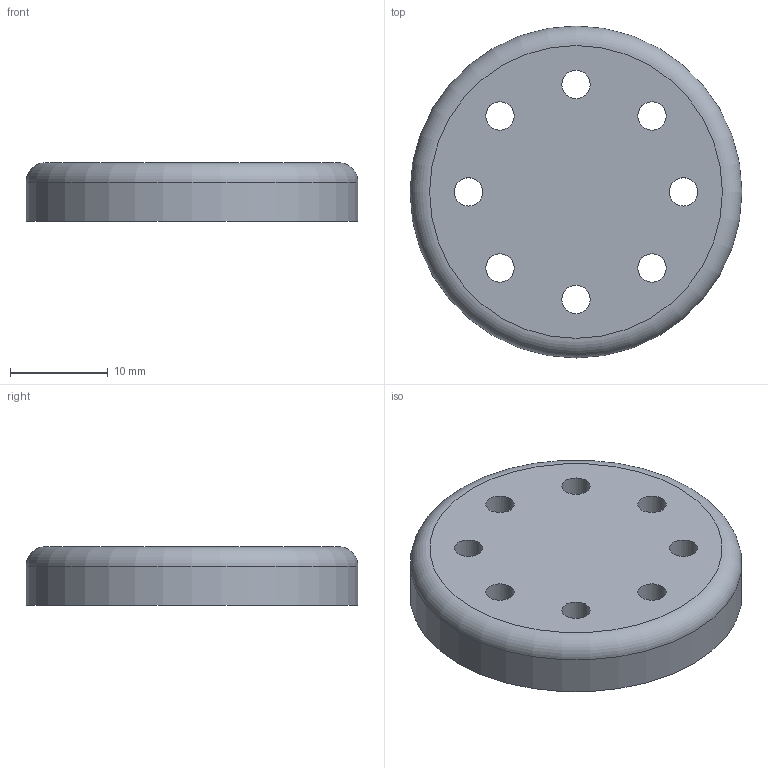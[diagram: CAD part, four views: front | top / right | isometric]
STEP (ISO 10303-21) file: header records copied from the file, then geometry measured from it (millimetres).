
FILE_DESCRIPTION(/* description */ (''),/* implementation_level */ '2;1');
FILE_NAME(/* name */ 'Pointing_Finger.stp',/* time_stamp */ '2018-08-22T09:17:47-03:00',/* author */ ('Max'),/* organization */ (''),/* preprocessor_version */ 'ST-DEVELOPER v16.5',/* originating_system */ 'Autodesk Inventor 2017',/* authorisation */ '');
FILE_SCHEMA (('AUTOMOTIVE_DESIGN { 1 0 10303 214 3 1 1 }'));
Length unit declared in the file: millimetre
Products named in the file (1): Pointing_Finger
Bounding box: 33.97 x 33.97 x 6 mm (x, y, z)
Volume: 5030.3 mm3; surface area: 2690.7 mm2
Topology: 1 solids, 1 shells, 12 faces, 37 edges, 27 vertices
Faces by surface type: cylinder 9, plane 2, torus 1
Full cylindrical faces by diameter (mm): 2.9 x8, 33.966 x1
Entity records: 377 total; most frequent: DIRECTION 64, CARTESIAN_POINT 51, EDGE_LOOP 38, ORIENTED_EDGE 38, AXIS2_PLACEMENT_3D 32, FACE_BOUND 26, CIRCLE 19, VERTEX_POINT 19
